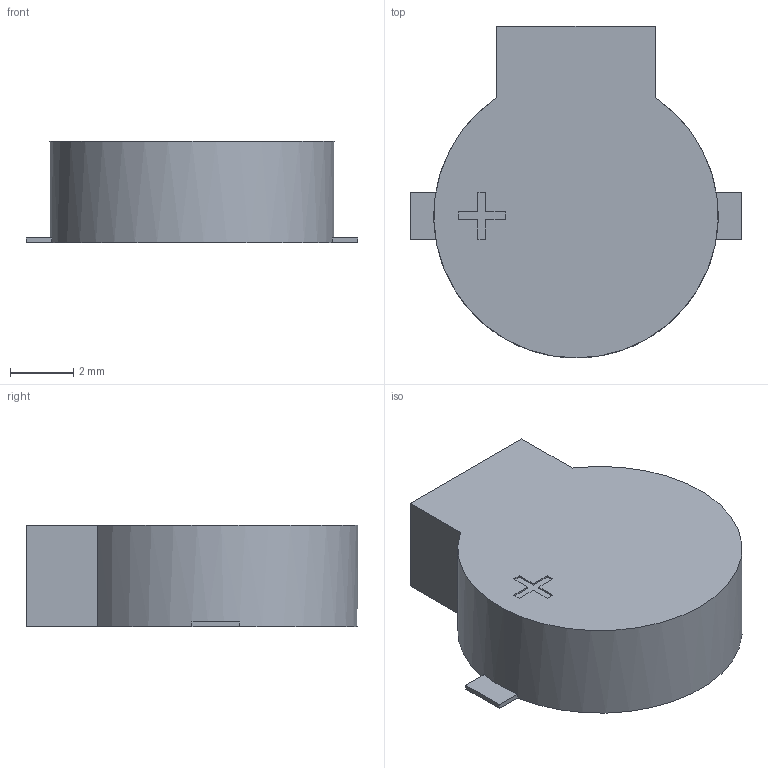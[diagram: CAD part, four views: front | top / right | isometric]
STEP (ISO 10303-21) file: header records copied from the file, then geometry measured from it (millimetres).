
FILE_DESCRIPTION(/* description */ (''),/* implementation_level */ '2;1');
FILE_NAME(/* name */ 'ST-0311T.step',/* time_stamp */ '2022-03-17T05:47:27-05:00',/* author */ (''),/* organization */ (''),/* preprocessor_version */ 'ST-DEVELOPER v18.1',/* originating_system */ 'Autodesk Translation Framework v10.13.0.1454',/* authorisation */ '');
FILE_SCHEMA (('AUTOMOTIVE_DESIGN { 1 0 10303 214 3 1 1 }'));
Length unit declared in the file: millimetre
Products named in the file (1): ST-0311T
Bounding box: 10.5 x 10.5 x 3.2 mm (x, y, z)
Volume: 221.3 mm3; surface area: 286.5 mm2
Topology: 1 solids, 2 shells, 47 faces, 119 edges, 78 vertices
Faces by surface type: plane 45, cylinder 2
Full cylindrical faces by diameter (mm): 0.009 x1
Entity records: 1424 total; most frequent: CARTESIAN_POINT 245, ORIENTED_EDGE 238, DIRECTION 227, EDGE_CURVE 119, LINE 107, VECTOR 107, VERTEX_POINT 78, AXIS2_PLACEMENT_3D 60
